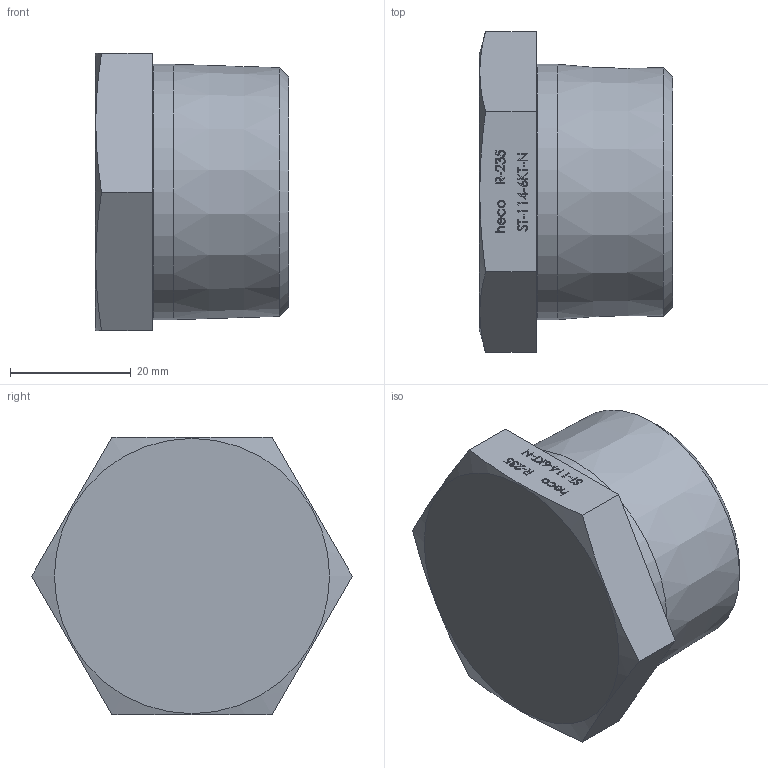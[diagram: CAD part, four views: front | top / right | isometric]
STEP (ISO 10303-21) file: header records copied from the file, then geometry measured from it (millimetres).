
FILE_DESCRIPTION (( 'STEP AP214' ), '1' );
FILE_NAME ('ST-114-6KT-N R-235 Stopfen 6KT kon 2011.STEP', '2020-11-16T16:20:29', ( '' ), ( '' ), 'SwSTEP 2.0', 'SolidWorks 2019', '' );
FILE_SCHEMA (( 'AUTOMOTIVE_DESIGN' ));
Length unit declared in the file: millimetre
Products named in the file (1): ST-114-6KT-N R-235 Stopfen 6KT kon 2011
Bounding box: 32 x 53.12 x 46.01 mm (x, y, z)
Volume: 48071 mm3; surface area: 7879.1 mm2
Topology: 1 solids, 1 shells, 254 faces, 672 edges, 447 vertices
Faces by surface type: plane 157, bspline 92, cone 3, cylinder 1, torus 1
Full cylindrical faces by diameter (mm): 42.31 x1
Entity records: 14976 total; most frequent: CARTESIAN_POINT 6716, ORIENTED_EDGE 1332, DIRECTION 808, EDGE_CURVE 666, LINE 470, VECTOR 470, VERTEX_POINT 446, EDGE_LOOP 286
